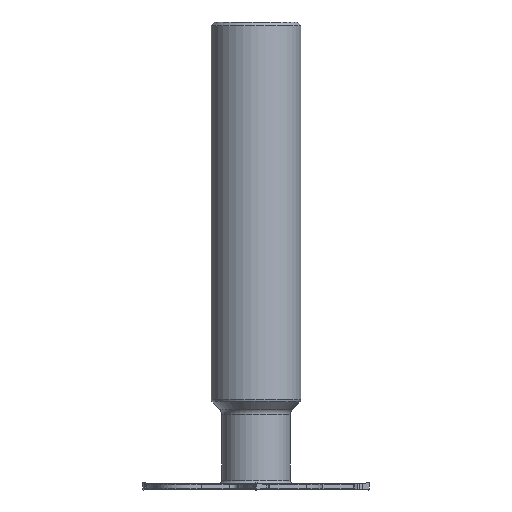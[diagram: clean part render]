
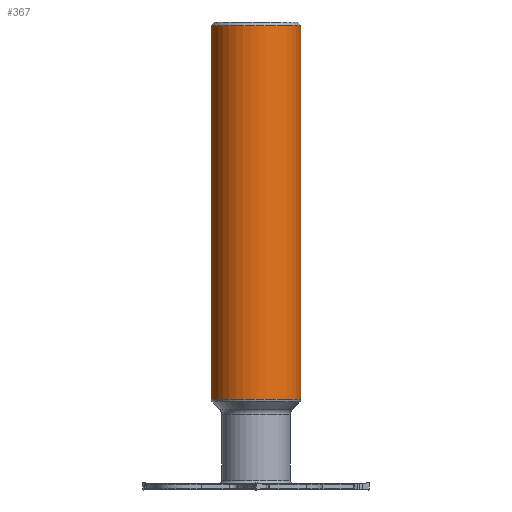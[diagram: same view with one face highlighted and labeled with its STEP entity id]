
A CAD part, front view. The second image highlights one B-rep face of the part: STEP entity #367.
In plain terms, the highlighted cylindrical face has radius 12.495 mm (diameter 24.989 mm), a full revolution.
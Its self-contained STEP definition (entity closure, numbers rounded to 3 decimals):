
#232=FACE_BOUND('',#814,.T.);
#233=FACE_BOUND('',#815,.T.);
#367=ADVANCED_FACE('CU_SU1',(#232,#233),#540,.T.);
#540=CYLINDRICAL_SURFACE('',#3626,12.495);
#814=EDGE_LOOP('',(#1735));
#815=EDGE_LOOP('',(#1736));
#1735=ORIENTED_EDGE('',*,*,#2967,.F.);
#1736=ORIENTED_EDGE('',*,*,#2968,.T.);
#2633=VERTEX_POINT('',#5362);
#2634=VERTEX_POINT('',#5365);
#2967=EDGE_CURVE('',#2633,#2633,#3338,.T.);
#2968=EDGE_CURVE('',#2634,#2634,#3339,.T.);
#3338=CIRCLE('',#3623,12.495);
#3339=CIRCLE('',#3625,12.495);
#3623=AXIS2_PLACEMENT_3D('',#5361,#4216,#4217);
#3625=AXIS2_PLACEMENT_3D('',#5364,#4220,#4221);
#3626=AXIS2_PLACEMENT_3D('',#5366,#4222,#4223);
#4216=DIRECTION('',(0.,0.,-1.));
#4217=DIRECTION('',(0.292,0.956,0.));
#4220=DIRECTION('',(0.,0.,-1.));
#4221=DIRECTION('',(0.292,0.956,0.));
#4222=DIRECTION('',(0.,0.,-1.));
#4223=DIRECTION('',(0.292,0.956,0.));
#5361=CARTESIAN_POINT('',(0.,0.,-104.841));
#5362=CARTESIAN_POINT('',(3.653,11.949,-104.841));
#5364=CARTESIAN_POINT('',(0.,0.,-1.));
#5365=CARTESIAN_POINT('',(3.653,11.949,-1.));
#5366=CARTESIAN_POINT('',(0.,0.,1.194));
